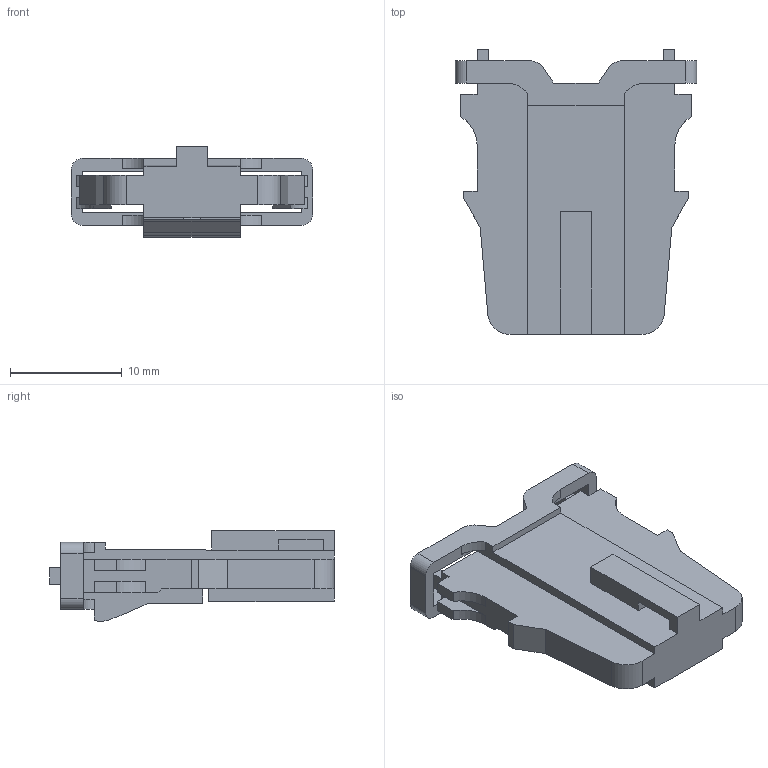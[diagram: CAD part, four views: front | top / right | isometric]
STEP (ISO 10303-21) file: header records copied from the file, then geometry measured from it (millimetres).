
FILE_DESCRIPTION(/* description */ (''),/* implementation_level */ '2;1');
FILE_NAME(/* name */ '15342564_ENV.stp',/* time_stamp */ '2024-06-07T10:54:26+08:00',/* author */ (''),/* organization */ (''),/* preprocessor_version */ 'ST-DEVELOPER v16',/* originating_system */ 'SIEMENS PLM Software NX 11.0',/* authorisation */ '');
FILE_SCHEMA (('AP203_CONFIGURATION_CONTROLLED_3D_DESIGN_OF_MECHANICAL_PARTS_AND_ASSEMBLIES_MIM_LF { 1 0 10303 403 2 1 2}'));
Length unit declared in the file: millimetre
Products named in the file (1): 15342564_ENV
Bounding box: 21.6 x 25.5 x 8.12 mm (x, y, z)
Volume: 1637.7 mm3; surface area: 1571.9 mm2
Topology: 1 solids, 1 shells, 114 faces, 344 edges, 228 vertices
Faces by surface type: plane 93, cylinder 21
Entity records: 3920 total; most frequent: ORIENTED_EDGE 688, CARTESIAN_POINT 687, DIRECTION 616, EDGE_CURVE 344, LINE 302, VECTOR 302, VERTEX_POINT 228, AXIS2_PLACEMENT_3D 157
